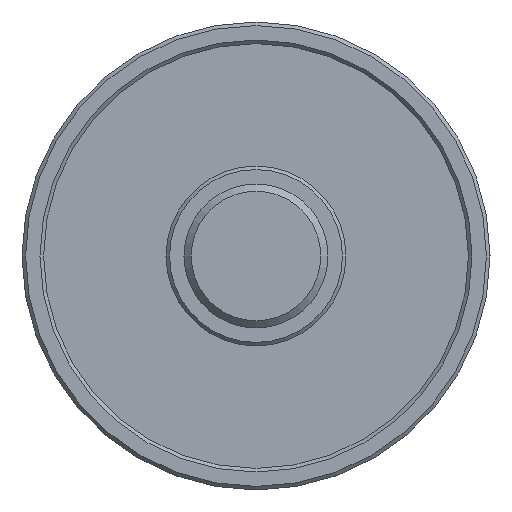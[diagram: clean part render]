
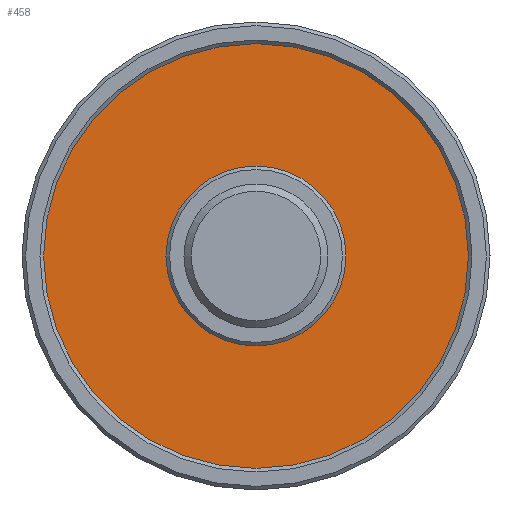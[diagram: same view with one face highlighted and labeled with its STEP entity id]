
A CAD part, left-side view. The second image highlights one B-rep face of the part: STEP entity #458.
In plain terms, the highlighted planar face has unit normal (-1, 0, 0).
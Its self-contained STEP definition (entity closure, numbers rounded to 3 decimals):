
#63=FACE_BOUND($,#171,.T.);
#97=PLANE($,#521);
#120=FACE_OUTER_BOUND($,#170,.T.);
#170=EDGE_LOOP($,(#394));
#171=EDGE_LOOP($,(#395));
#214=CIRCLE($,#515,12.5);
#217=CIRCLE($,#522,29.5);
#274=VERTEX_POINT($,#822);
#277=VERTEX_POINT($,#832);
#318=EDGE_CURVE($,#274,#274,#214,.T.);
#321=EDGE_CURVE($,#277,#277,#217,.T.);
#394=ORIENTED_EDGE($,*,*,#321,.F.);
#395=ORIENTED_EDGE($,*,*,#318,.T.);
#458=ADVANCED_FACE($,(#120,#63),#97,.T.);
#515=AXIS2_PLACEMENT_3D($,#823,#635,#636);
#521=AXIS2_PLACEMENT_3D($,#831,#647,#648);
#522=AXIS2_PLACEMENT_3D($,#833,#649,#650);
#635=DIRECTION('center_axis',(1.,0.,0.));
#636=DIRECTION('ref_axis',(0.,1.,0.));
#647=DIRECTION('center_axis',(-1.,0.,0.));
#648=DIRECTION('ref_axis',(0.,0.,1.));
#649=DIRECTION('center_axis',(1.,0.,0.));
#650=DIRECTION('ref_axis',(0.,1.,0.));
#822=CARTESIAN_POINT('',(10.,12.5,0.));
#823=CARTESIAN_POINT('Origin',(10.,0.,0.));
#831=CARTESIAN_POINT('Origin',(10.,21.,0.));
#832=CARTESIAN_POINT('',(10.,29.5,0.));
#833=CARTESIAN_POINT('Origin',(10.,0.,0.));
